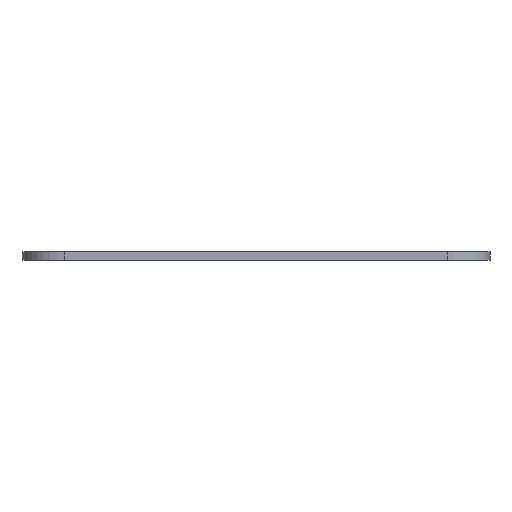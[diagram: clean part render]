
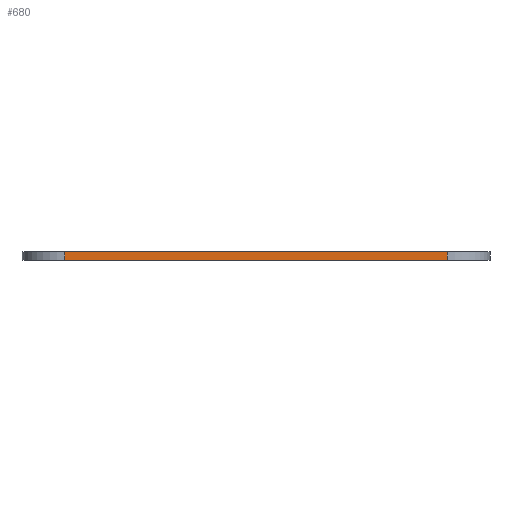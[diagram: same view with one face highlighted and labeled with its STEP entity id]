
A CAD part, left-side view. The second image highlights one B-rep face of the part: STEP entity #680.
In plain terms, the highlighted planar face has unit normal (-1, 0, 0).
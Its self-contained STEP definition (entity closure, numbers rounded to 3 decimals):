
#59=PLANE('',#772);
#88=FACE_OUTER_BOUND('',#120,.T.);
#120=EDGE_LOOP('',(#543,#544,#545,#546));
#196=LINE('',#1136,#234);
#197=LINE('',#1139,#235);
#198=LINE('',#1141,#236);
#199=LINE('',#1142,#237);
#234=VECTOR('',#950,10.);
#235=VECTOR('',#953,10.);
#236=VECTOR('',#954,10.);
#237=VECTOR('',#955,10.);
#346=VERTEX_POINT('',#1130);
#348=VERTEX_POINT('',#1134);
#349=VERTEX_POINT('',#1138);
#350=VERTEX_POINT('',#1140);
#430=EDGE_CURVE('',#346,#348,#196,.T.);
#431=EDGE_CURVE('',#346,#349,#197,.T.);
#432=EDGE_CURVE('',#350,#348,#198,.T.);
#433=EDGE_CURVE('',#349,#350,#199,.T.);
#543=ORIENTED_EDGE('',*,*,#431,.F.);
#544=ORIENTED_EDGE('',*,*,#430,.T.);
#545=ORIENTED_EDGE('',*,*,#432,.F.);
#546=ORIENTED_EDGE('',*,*,#433,.F.);
#680=ADVANCED_FACE('',(#88),#59,.T.);
#772=AXIS2_PLACEMENT_3D('',#1137,#951,#952);
#950=DIRECTION('',(0.,0.,1.));
#951=DIRECTION('center_axis',(-1.,0.,0.));
#952=DIRECTION('ref_axis',(0.,-1.,0.));
#953=DIRECTION('',(0.,1.,0.));
#954=DIRECTION('',(0.,-1.,0.));
#955=DIRECTION('',(0.,0.,1.));
#1130=CARTESIAN_POINT('',(0.,10.,9.6));
#1134=CARTESIAN_POINT('',(0.,10.,11.6));
#1136=CARTESIAN_POINT('',(0.,10.,9.6));
#1137=CARTESIAN_POINT('Origin',(0.,100.,9.6));
#1138=CARTESIAN_POINT('',(0.,100.,9.6));
#1139=CARTESIAN_POINT('',(0.,77.5,9.6));
#1140=CARTESIAN_POINT('',(0.,100.,11.6));
#1141=CARTESIAN_POINT('',(0.,77.5,11.6));
#1142=CARTESIAN_POINT('',(0.,100.,9.6));
